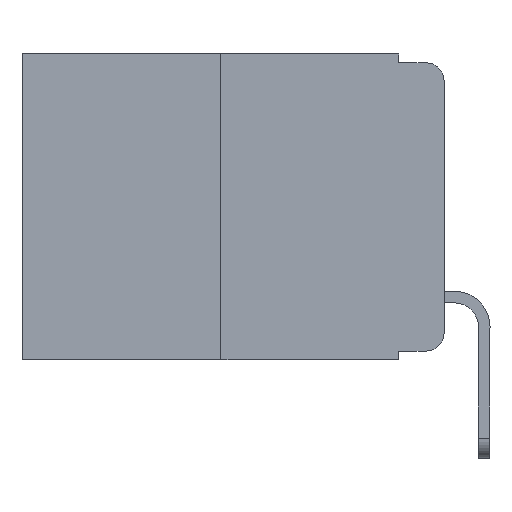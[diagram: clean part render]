
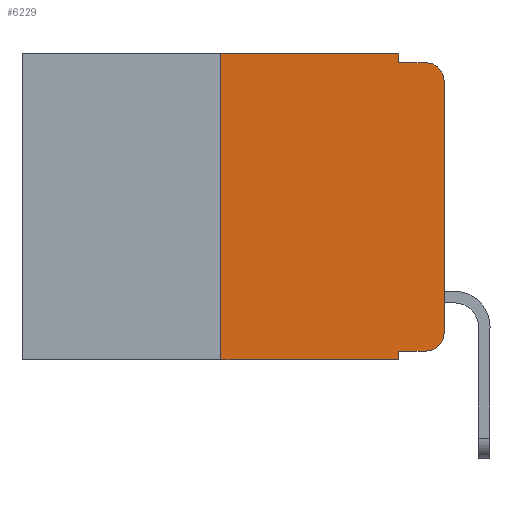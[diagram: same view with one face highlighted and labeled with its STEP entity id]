
A CAD part, left-side view. The second image highlights one B-rep face of the part: STEP entity #6229.
In plain terms, the highlighted planar face has unit normal (-1, 0, 0).
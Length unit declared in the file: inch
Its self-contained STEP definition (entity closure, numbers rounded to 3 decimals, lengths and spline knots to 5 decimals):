
#44 = CARTESIAN_POINT ( 'NONE',  ( 0., 0.051, -0.333 ) ) ;
#85 = CARTESIAN_POINT ( 'NONE',  ( 0., 0., 0. ) ) ;
#678 = VECTOR ( 'NONE', #15065, 39.37008 ) ;
#702 = VERTEX_POINT ( 'NONE', #12368 ) ;
#904 = VERTEX_POINT ( 'NONE', #14268 ) ;
#1173 = EDGE_LOOP ( 'NONE', ( #19733, #20149, #5147, #9524, #5674, #17858, #6224, #14287, #10738, #14737 ) ) ;
#1410 = VECTOR ( 'NONE', #2105, 39.37008 ) ;
#1977 = VECTOR ( 'NONE', #2012, 39.37008 ) ;
#2012 = DIRECTION ( 'NONE',  ( 0., 0., 1. ) ) ;
#2105 = DIRECTION ( 'NONE',  ( 0., 0., 1. ) ) ;
#2708 = VERTEX_POINT ( 'NONE', #17523 ) ;
#3049 = DIRECTION ( 'NONE',  ( 0., 0., -1. ) ) ;
#3214 = CARTESIAN_POINT ( 'NONE',  ( 0., 0.473, -0.343 ) ) ;
#3270 = VERTEX_POINT ( 'NONE', #7056 ) ;
#3288 = LINE ( 'NONE', #13303, #6738 ) ;
#3818 = AXIS2_PLACEMENT_3D ( 'NONE', #17699, #10309, #20390 ) ;
#3891 = LINE ( 'NONE', #8155, #19574 ) ;
#4035 = VERTEX_POINT ( 'NONE', #11446 ) ;
#4151 = EDGE_CURVE ( 'NONE', #11084, #7945, #11461, .T. ) ;
#4224 = DIRECTION ( 'NONE',  ( -1., 0., 0. ) ) ;
#4813 = CARTESIAN_POINT ( 'NONE',  ( 0., 0.051, 0. ) ) ;
#5147 = ORIENTED_EDGE ( 'NONE', *, *, #9037, .F. ) ;
#5246 = EDGE_CURVE ( 'NONE', #904, #3270, #16039, .T. ) ;
#5510 = LINE ( 'NONE', #44, #678 ) ;
#5674 = ORIENTED_EDGE ( 'NONE', *, *, #15745, .F. ) ;
#5868 = CARTESIAN_POINT ( 'NONE',  ( 0., 0.02, -0.313 ) ) ;
#5984 = EDGE_CURVE ( 'NONE', #2708, #702, #10660, .T. ) ;
#6126 = LINE ( 'NONE', #85, #1410 ) ;
#6224 = ORIENTED_EDGE ( 'NONE', *, *, #4151, .T. ) ;
#6229 = ADVANCED_FACE ( 'NONE', ( #12559 ), #19062, .F. ) ;
#6725 = VERTEX_POINT ( 'NONE', #18703 ) ;
#6738 = VECTOR ( 'NONE', #14772, 39.37008 ) ;
#7056 = CARTESIAN_POINT ( 'NONE',  ( 0., 0.051, -0.01 ) ) ;
#7523 = DIRECTION ( 'NONE',  ( 0., 0., -1. ) ) ;
#7584 = AXIS2_PLACEMENT_3D ( 'NONE', #5868, #16641, #7523 ) ;
#7945 = VERTEX_POINT ( 'NONE', #15824 ) ;
#8079 = DIRECTION ( 'NONE',  ( 0., -1., 0. ) ) ;
#8155 = CARTESIAN_POINT ( 'NONE',  ( 0., 0.051, -0.01 ) ) ;
#8185 = EDGE_CURVE ( 'NONE', #4035, #2708, #5510, .T. ) ;
#8249 = EDGE_CURVE ( 'NONE', #11631, #11806, #20013, .T. ) ;
#9037 = EDGE_CURVE ( 'NONE', #3270, #11806, #3891, .T. ) ;
#9524 = ORIENTED_EDGE ( 'NONE', *, *, #5246, .F. ) ;
#10291 = DIRECTION ( 'NONE',  ( 0., 0., -1. ) ) ;
#10309 = DIRECTION ( 'NONE',  ( 1., 0., 0. ) ) ;
#10427 = CARTESIAN_POINT ( 'NONE',  ( 0., 0.25, 0. ) ) ;
#10660 = CIRCLE ( 'NONE', #7584, 0.02 ) ;
#10738 = ORIENTED_EDGE ( 'NONE', *, *, #8185, .T. ) ;
#11084 = VERTEX_POINT ( 'NONE', #14193 ) ;
#11398 = LINE ( 'NONE', #10427, #1977 ) ;
#11446 = CARTESIAN_POINT ( 'NONE',  ( 0., 0.051, -0.333 ) ) ;
#11461 = LINE ( 'NONE', #3214, #14973 ) ;
#11631 = VERTEX_POINT ( 'NONE', #14307 ) ;
#11806 = VERTEX_POINT ( 'NONE', #18190 ) ;
#11986 = DIRECTION ( 'NONE',  ( 0., -1., 0. ) ) ;
#12368 = CARTESIAN_POINT ( 'NONE',  ( 0., 0., -0.313 ) ) ;
#12559 = FACE_OUTER_BOUND ( 'NONE', #1173, .T. ) ;
#13303 = CARTESIAN_POINT ( 'NONE',  ( 0., 0.473, 0. ) ) ;
#13358 = VECTOR ( 'NONE', #10291, 39.37008 ) ;
#13390 = CARTESIAN_POINT ( 'NONE',  ( 0., 0.051, 0. ) ) ;
#13796 = CARTESIAN_POINT ( 'NONE',  ( 0., 0.02, -0.03 ) ) ;
#14193 = CARTESIAN_POINT ( 'NONE',  ( 0., 0.25, -0.343 ) ) ;
#14268 = CARTESIAN_POINT ( 'NONE',  ( 0., 0.051, 0. ) ) ;
#14287 = ORIENTED_EDGE ( 'NONE', *, *, #14320, .F. ) ;
#14307 = CARTESIAN_POINT ( 'NONE',  ( 0., 0., -0.03 ) ) ;
#14320 = EDGE_CURVE ( 'NONE', #4035, #7945, #16724, .T. ) ;
#14737 = ORIENTED_EDGE ( 'NONE', *, *, #5984, .T. ) ;
#14772 = DIRECTION ( 'NONE',  ( 0., -1., 0. ) ) ;
#14973 = VECTOR ( 'NONE', #11986, 39.37008 ) ;
#14997 = EDGE_CURVE ( 'NONE', #11084, #6725, #11398, .T. ) ;
#15042 = EDGE_CURVE ( 'NONE', #702, #11631, #6126, .T. ) ;
#15065 = DIRECTION ( 'NONE',  ( 0., -1., 0. ) ) ;
#15265 = DIRECTION ( 'NONE',  ( 0., 0., -1. ) ) ;
#15620 = VECTOR ( 'NONE', #3049, 39.37008 ) ;
#15745 = EDGE_CURVE ( 'NONE', #6725, #904, #3288, .T. ) ;
#15824 = CARTESIAN_POINT ( 'NONE',  ( 0., 0.051, -0.343 ) ) ;
#16039 = LINE ( 'NONE', #4813, #15620 ) ;
#16641 = DIRECTION ( 'NONE',  ( -1., 0., 0. ) ) ;
#16724 = LINE ( 'NONE', #13390, #13358 ) ;
#17481 = AXIS2_PLACEMENT_3D ( 'NONE', #13796, #4224, #15265 ) ;
#17523 = CARTESIAN_POINT ( 'NONE',  ( 0., 0.02, -0.333 ) ) ;
#17699 = CARTESIAN_POINT ( 'NONE',  ( 0., 0.473, 0. ) ) ;
#17858 = ORIENTED_EDGE ( 'NONE', *, *, #14997, .F. ) ;
#18190 = CARTESIAN_POINT ( 'NONE',  ( 0., 0.02, -0.01 ) ) ;
#18703 = CARTESIAN_POINT ( 'NONE',  ( 0., 0.25, 0. ) ) ;
#19062 = PLANE ( 'NONE',  #3818 ) ;
#19574 = VECTOR ( 'NONE', #8079, 39.37008 ) ;
#19733 = ORIENTED_EDGE ( 'NONE', *, *, #15042, .T. ) ;
#20013 = CIRCLE ( 'NONE', #17481, 0.02 ) ;
#20149 = ORIENTED_EDGE ( 'NONE', *, *, #8249, .T. ) ;
#20390 = DIRECTION ( 'NONE',  ( 0., 0., -1. ) ) ;
